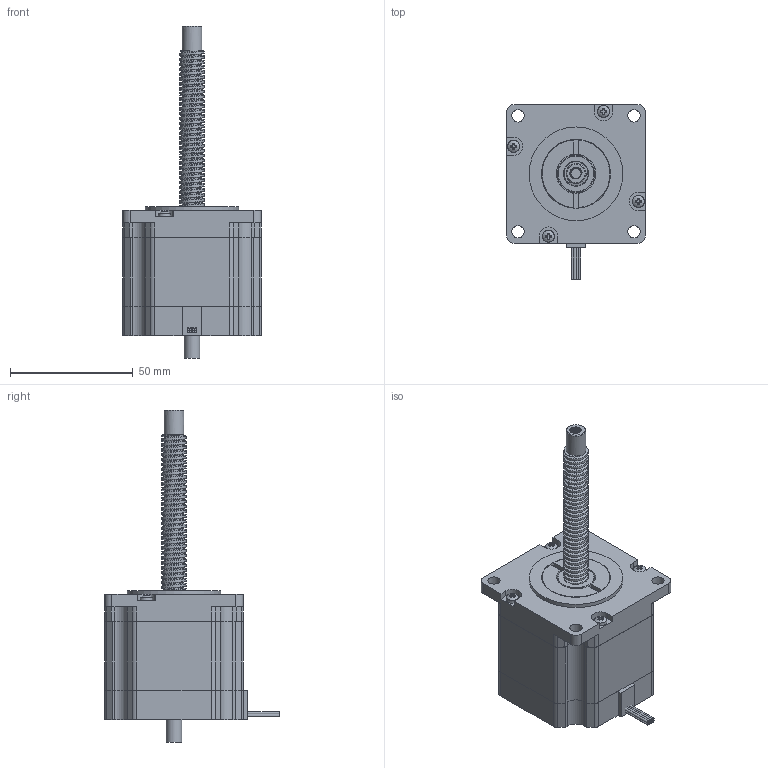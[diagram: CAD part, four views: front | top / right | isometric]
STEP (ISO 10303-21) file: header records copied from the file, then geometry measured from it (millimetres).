
FILE_DESCRIPTION(/* description */ (''),/* implementation_level */ '2;1');
FILE_NAME(/* name */ 'LS5918S2008-T10x2-75.stp',/* time_stamp */ '2015-06-18T11:46:38+02:00',/* author */ ('schneid_a'),/* organization */ (''),/* preprocessor_version */ 'ST-DEVELOPER v16.1',/* originating_system */ 'Autodesk Inventor 2016',/* authorisation */ '');
FILE_SCHEMA (('AUTOMOTIVE_DESIGN { 1 0 10303 214 3 1 1 }'));
Length unit declared in the file: centimetre
Products named in the file (1): LS5918S
Bounding box: 56.4 x 71.1 x 135 mm (x, y, z)
Volume: 146925.6 mm3; surface area: 38784.5 mm2
Topology: 18 solids, 18 shells, 406 faces, 1062 edges, 689 vertices
Faces by surface type: plane 197, cylinder 131, cone 63, torus 7, bspline 4, sphere 4
Full cylindrical faces by diameter (mm): 1.567 x3, 2.275 x4, 2.5 x4, 3 x4, 4.2 x5, 5 x4, 6.35 x1, 8 x32, 15 x2, 16 x1, 18 x1, 20 x1, 28 x2, 38.1 x1
Entity records: 17389 total; most frequent: CARTESIAN_POINT 8089, DIRECTION 1881, ORIENTED_EDGE 1802, EDGE_CURVE 891, AXIS2_PLACEMENT_3D 718, VERTEX_POINT 607, EDGE_LOOP 460, LINE 445
